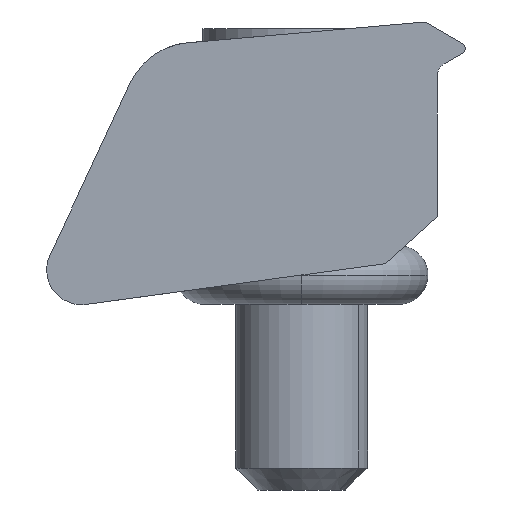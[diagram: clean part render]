
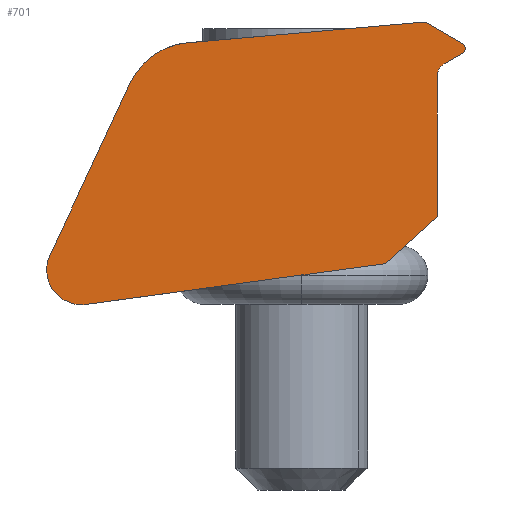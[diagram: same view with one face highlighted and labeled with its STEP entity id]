
A CAD part, front view. The second image highlights one B-rep face of the part: STEP entity #701.
In plain terms, the highlighted planar face has unit normal (0, -1, 0).
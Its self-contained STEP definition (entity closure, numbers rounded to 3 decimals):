
#25 = DIRECTION ( 'NONE',  ( 0.423, 0., 0.906 ) ) ;
#46 = DIRECTION ( 'NONE',  ( 0., -1., 0. ) ) ;
#70 = VECTOR ( 'NONE', #1593, 1000. ) ;
#79 = AXIS2_PLACEMENT_3D ( 'NONE', #1028, #1445, #1021 ) ;
#85 = VERTEX_POINT ( 'NONE', #626 ) ;
#100 = LINE ( 'NONE', #1568, #494 ) ;
#103 = EDGE_CURVE ( 'NONE', #371, #1545, #100, .T. ) ;
#145 = VECTOR ( 'NONE', #418, 1000. ) ;
#155 = VECTOR ( 'NONE', #1300, 1000. ) ;
#159 = ORIENTED_EDGE ( 'NONE', *, *, #103, .F. ) ;
#171 = CIRCLE ( 'NONE', #1516, 1.27 ) ;
#185 = EDGE_CURVE ( 'NONE', #698, #85, #978, .T. ) ;
#207 = CARTESIAN_POINT ( 'NONE',  ( -15.604, -19.05, 20.172 ) ) ;
#220 = LINE ( 'NONE', #1339, #910 ) ;
#255 = ORIENTED_EDGE ( 'NONE', *, *, #579, .F. ) ;
#260 = CARTESIAN_POINT ( 'NONE',  ( 11.224, -19.05, 25.707 ) ) ;
#269 = CARTESIAN_POINT ( 'NONE',  ( 12.979, -19.05, 21.905 ) ) ;
#297 = LINE ( 'NONE', #1459, #70 ) ;
#301 = CIRCLE ( 'NONE', #481, 0.508 ) ;
#304 = VECTOR ( 'NONE', #1105, 1000. ) ;
#354 = VERTEX_POINT ( 'NONE', #269 ) ;
#355 = EDGE_CURVE ( 'NONE', #1545, #1020, #1263, .T. ) ;
#371 = VERTEX_POINT ( 'NONE', #785 ) ;
#385 = DIRECTION ( 'NONE',  ( -0.741, 0., -0.672 ) ) ;
#392 = LINE ( 'NONE', #789, #792 ) ;
#416 = EDGE_CURVE ( 'NONE', #354, #980, #171, .T. ) ;
#418 = DIRECTION ( 'NONE',  ( -0.991, 0., -0.135 ) ) ;
#452 = VERTEX_POINT ( 'NONE', #260 ) ;
#457 = EDGE_CURVE ( 'NONE', #85, #354, #392, .T. ) ;
#467 = CIRCLE ( 'NONE', #1684, 3.175 ) ;
#472 = ORIENTED_EDGE ( 'NONE', *, *, #656, .F. ) ;
#481 = AXIS2_PLACEMENT_3D ( 'NONE', #875, #1670, #998 ) ;
#484 = CARTESIAN_POINT ( 'NONE',  ( 7.604, -19.05, 3.708 ) ) ;
#489 = CARTESIAN_POINT ( 'NONE',  ( -9.849, -19.05, 17.488 ) ) ;
#494 = VECTOR ( 'NONE', #385, 1000. ) ;
#508 = CIRCLE ( 'NONE', #911, 6.35 ) ;
#513 = VERTEX_POINT ( 'NONE', #1480 ) ;
#524 = DIRECTION ( 'NONE',  ( 0., -1., 0. ) ) ;
#537 = ORIENTED_EDGE ( 'NONE', *, *, #355, .F. ) ;
#564 = DIRECTION ( 'NONE',  ( -0.866, 0., -0.5 ) ) ;
#579 = EDGE_CURVE ( 'NONE', #1634, #1510, #220, .T. ) ;
#601 = CARTESIAN_POINT ( 'NONE',  ( 11.224, -19.05, 25.707 ) ) ;
#609 = DIRECTION ( 'NONE',  ( 0., 1., 0. ) ) ;
#626 = CARTESIAN_POINT ( 'NONE',  ( 14.63, -19.05, 22.859 ) ) ;
#656 = EDGE_CURVE ( 'NONE', #1185, #452, #871, .T. ) ;
#668 = ORIENTED_EDGE ( 'NONE', *, *, #185, .F. ) ;
#679 = EDGE_LOOP ( 'NONE', ( #690, #472, #1265, #255, #1364, #537, #159, #1102, #1344, #848, #668, #1243 ) ) ;
#690 = ORIENTED_EDGE ( 'NONE', *, *, #957, .F. ) ;
#698 = VERTEX_POINT ( 'NONE', #1659 ) ;
#701 = ADVANCED_FACE ( 'NONE', ( #996 ), #1639, .T. ) ;
#721 = EDGE_CURVE ( 'NONE', #513, #698, #301, .T. ) ;
#748 = DIRECTION ( 'NONE',  ( 0., 1., 0. ) ) ;
#785 = CARTESIAN_POINT ( 'NONE',  ( 12.344, -19.05, 8.006 ) ) ;
#789 = CARTESIAN_POINT ( 'NONE',  ( 12.979, -19.05, 21.905 ) ) ;
#792 = VECTOR ( 'NONE', #564, 1000. ) ;
#799 = EDGE_CURVE ( 'NONE', #1510, #1185, #508, .T. ) ;
#836 = DIRECTION ( 'NONE',  ( 1., 0., 0. ) ) ;
#848 = ORIENTED_EDGE ( 'NONE', *, *, #457, .F. ) ;
#871 = LINE ( 'NONE', #601, #304 ) ;
#875 = CARTESIAN_POINT ( 'NONE',  ( 14.376, -19.05, 23.299 ) ) ;
#910 = VECTOR ( 'NONE', #25, 1000. ) ;
#911 = AXIS2_PLACEMENT_3D ( 'NONE', #489, #748, #1012 ) ;
#917 = DIRECTION ( 'NONE',  ( -1., 0., 0. ) ) ;
#927 = CARTESIAN_POINT ( 'NONE',  ( -19.612, -19.05, 0. ) ) ;
#957 = EDGE_CURVE ( 'NONE', #452, #513, #1151, .T. ) ;
#978 = CIRCLE ( 'NONE', #79, 0.508 ) ;
#980 = VERTEX_POINT ( 'NONE', #1293 ) ;
#996 = FACE_OUTER_BOUND ( 'NONE', #679, .T. ) ;
#998 = DIRECTION ( 'NONE',  ( 1., 0., 0. ) ) ;
#1012 = DIRECTION ( 'NONE',  ( 1., 0., 0. ) ) ;
#1020 = VERTEX_POINT ( 'NONE', #1450 ) ;
#1021 = DIRECTION ( 'NONE',  ( 1., 0., 0. ) ) ;
#1028 = CARTESIAN_POINT ( 'NONE',  ( 14.376, -19.05, 23.299 ) ) ;
#1102 = ORIENTED_EDGE ( 'NONE', *, *, #1200, .F. ) ;
#1105 = DIRECTION ( 'NONE',  ( 0.996, 0., 0.087 ) ) ;
#1126 = DIRECTION ( 'NONE',  ( 1., 0., 0. ) ) ;
#1151 = LINE ( 'NONE', #1308, #155 ) ;
#1185 = VERTEX_POINT ( 'NONE', #1324 ) ;
#1200 = EDGE_CURVE ( 'NONE', #980, #371, #297, .T. ) ;
#1243 = ORIENTED_EDGE ( 'NONE', *, *, #721, .F. ) ;
#1263 = LINE ( 'NONE', #927, #145 ) ;
#1265 = ORIENTED_EDGE ( 'NONE', *, *, #799, .F. ) ;
#1293 = CARTESIAN_POINT ( 'NONE',  ( 12.344, -19.05, 20.805 ) ) ;
#1300 = DIRECTION ( 'NONE',  ( 0.866, 0., -0.5 ) ) ;
#1308 = CARTESIAN_POINT ( 'NONE',  ( 14.631, -19.05, 23.739 ) ) ;
#1324 = CARTESIAN_POINT ( 'NONE',  ( -10.402, -19.05, 23.814 ) ) ;
#1339 = CARTESIAN_POINT ( 'NONE',  ( -15.604, -19.05, 20.172 ) ) ;
#1344 = ORIENTED_EDGE ( 'NONE', *, *, #416, .F. ) ;
#1362 = EDGE_CURVE ( 'NONE', #1020, #1634, #467, .T. ) ;
#1364 = ORIENTED_EDGE ( 'NONE', *, *, #1362, .F. ) ;
#1390 = CARTESIAN_POINT ( 'NONE',  ( -9.849, -19.05, 17.488 ) ) ;
#1445 = DIRECTION ( 'NONE',  ( 0., 1., 0. ) ) ;
#1450 = CARTESIAN_POINT ( 'NONE',  ( -19.612, -19.05, 0. ) ) ;
#1455 = AXIS2_PLACEMENT_3D ( 'NONE', #1390, #46, #836 ) ;
#1459 = CARTESIAN_POINT ( 'NONE',  ( 12.344, -19.05, 8.006 ) ) ;
#1480 = CARTESIAN_POINT ( 'NONE',  ( 14.631, -19.05, 23.739 ) ) ;
#1510 = VERTEX_POINT ( 'NONE', #207 ) ;
#1516 = AXIS2_PLACEMENT_3D ( 'NONE', #1603, #524, #917 ) ;
#1540 = CARTESIAN_POINT ( 'NONE',  ( -20.041, -19.05, 3.146 ) ) ;
#1545 = VERTEX_POINT ( 'NONE', #484 ) ;
#1568 = CARTESIAN_POINT ( 'NONE',  ( 7.604, -19.05, 3.708 ) ) ;
#1593 = DIRECTION ( 'NONE',  ( 0., 0., -1. ) ) ;
#1603 = CARTESIAN_POINT ( 'NONE',  ( 13.614, -19.05, 20.805 ) ) ;
#1634 = VERTEX_POINT ( 'NONE', #1696 ) ;
#1639 = PLANE ( 'NONE',  #1455 ) ;
#1659 = CARTESIAN_POINT ( 'NONE',  ( 14.884, -19.05, 23.299 ) ) ;
#1670 = DIRECTION ( 'NONE',  ( 0., 1., 0. ) ) ;
#1684 = AXIS2_PLACEMENT_3D ( 'NONE', #1540, #609, #1126 ) ;
#1696 = CARTESIAN_POINT ( 'NONE',  ( -22.918, -19.05, 4.488 ) ) ;
